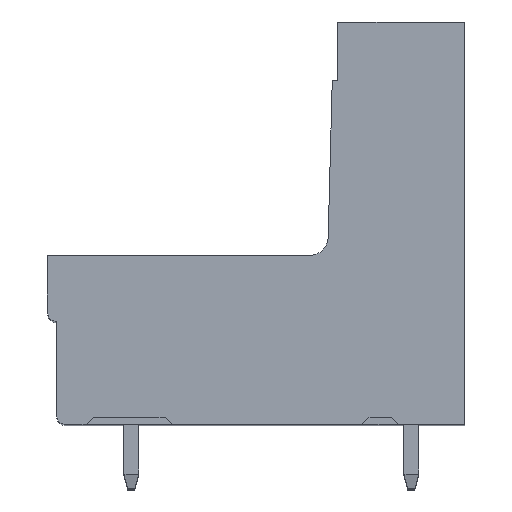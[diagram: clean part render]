
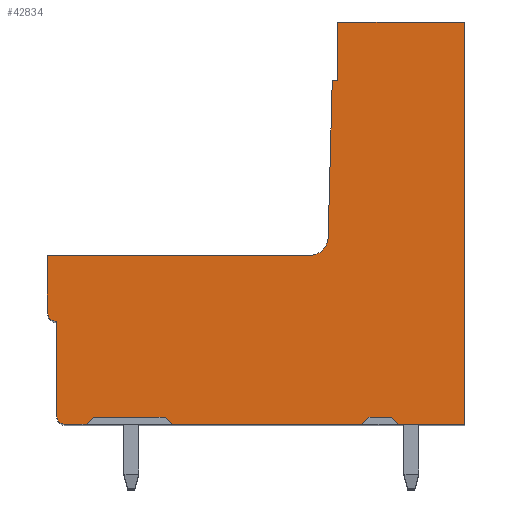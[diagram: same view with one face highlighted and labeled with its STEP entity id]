
A CAD part, top view. The second image highlights one B-rep face of the part: STEP entity #42834.
In plain terms, the highlighted planar face has unit normal (0, 0, 1).
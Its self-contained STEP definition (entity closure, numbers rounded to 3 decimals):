
#4276=DIRECTION('',(-1.,0.,0.));
#4277=VECTOR('',#4276,0.3);
#4278=CARTESIAN_POINT('',(-6.894,18.7,-85.533));
#4279=LINE('',#4278,#4277);
#4284=DIRECTION('',(0.,-1.,0.));
#4285=VECTOR('',#4284,3.2);
#4286=CARTESIAN_POINT('',(-6.894,21.9,-85.533));
#4287=LINE('',#4286,#4285);
#8911=DIRECTION('',(0.,1.,0.));
#8912=VECTOR('',#8911,21.9);
#8913=CARTESIAN_POINT('',(0.006,0.,
-85.533));
#8914=LINE('',#8913,#8912);
#15157=DIRECTION('',(0.,-1.,0.));
#15158=VECTOR('',#15157,5.1);
#15159=CARTESIAN_POINT('',(-22.194,5.6,-85.533));
#15160=LINE('',#15159,#15158);
#15177=DIRECTION('',(-1.,0.,0.));
#15178=VECTOR('',#15177,10.3);
#15179=CARTESIAN_POINT('',(-5.594,0.,
-85.533));
#15180=LINE('',#15179,#15178);
#15181=DIRECTION('',(-0.707,0.707,0.));
#15182=VECTOR('',#15181,0.566);
#15183=CARTESIAN_POINT('',(-15.894,0.,
-85.533));
#15184=LINE('',#15183,#15182);
#15185=DIRECTION('',(-1.,0.,0.));
#15186=VECTOR('',#15185,3.9);
#15187=CARTESIAN_POINT('',(-16.294,0.4,
-85.533));
#15188=LINE('',#15187,#15186);
#15189=DIRECTION('',(-1.,0.,0.));
#15190=VECTOR('',#15189,1.1);
#15191=CARTESIAN_POINT('',(-20.594,0.,
-85.533));
#15192=LINE('',#15191,#15190);
#15193=CARTESIAN_POINT('',(-21.694,0.5,-85.533));
#15194=DIRECTION('',(0.,0.,-1.));
#15195=DIRECTION('',(0.,-1.,0.));
#15196=AXIS2_PLACEMENT_3D('',#15193,#15194,#15195);
#15198=CARTESIAN_POINT('',(-22.194,6.1,-85.533));
#15199=DIRECTION('',(0.,0.,-1.));
#15200=DIRECTION('',(0.,-1.,0.));
#15201=AXIS2_PLACEMENT_3D('',#15198,#15199,#15200);
#15203=DIRECTION('',(0.,1.,0.));
#15204=VECTOR('',#15203,3.1);
#15205=CARTESIAN_POINT('',(-22.694,6.1,
-85.533));
#15206=LINE('',#15205,#15204);
#15207=DIRECTION('',(1.,0.,0.));
#15208=VECTOR('',#15207,14.277);
#15209=CARTESIAN_POINT('',(-22.694,9.2,-85.533));
#15210=LINE('',#15209,#15208);
#15211=CARTESIAN_POINT('',(-8.417,10.2,-85.533));
#15212=DIRECTION('',(0.,0.,1.));
#15213=DIRECTION('',(0.,-1.,0.));
#15214=AXIS2_PLACEMENT_3D('',#15211,#15212,#15213);
#15216=DIRECTION('',(0.026,1.,0.));
#15217=VECTOR('',#15216,8.529);
#15218=CARTESIAN_POINT('',(-7.417,10.174,
-85.533));
#15219=LINE('',#15218,#15217);
#15220=DIRECTION('',(1.,0.,0.));
#15221=VECTOR('',#15220,6.9);
#15222=CARTESIAN_POINT('',(-6.894,21.9,-85.533));
#15223=LINE('',#15222,#15221);
#15224=DIRECTION('',(-1.,0.,0.));
#15225=VECTOR('',#15224,3.6);
#15226=CARTESIAN_POINT('',(0.006,0.,
-85.533));
#15227=LINE('',#15226,#15225);
#15228=DIRECTION('',(-0.707,0.707,0.));
#15229=VECTOR('',#15228,0.566);
#15230=CARTESIAN_POINT('',(-3.594,0.,
-85.533));
#15231=LINE('',#15230,#15229);
#15232=DIRECTION('',(-0.707,-0.707,0.));
#15233=VECTOR('',#15232,0.566);
#15234=CARTESIAN_POINT('',(-5.194,0.4,
-85.533));
#15235=LINE('',#15234,#15233);
#15252=DIRECTION('',(-0.707,-0.707,0.));
#15253=VECTOR('',#15252,0.566);
#15254=CARTESIAN_POINT('',(-20.194,0.4,
-85.533));
#15255=LINE('',#15254,#15253);
#15288=DIRECTION('',(1.,0.,0.));
#15289=VECTOR('',#15288,1.2);
#15290=CARTESIAN_POINT('',(-5.194,0.4,
-85.533));
#15291=LINE('',#15290,#15289);
#16074=CARTESIAN_POINT('',(-5.594,0.,
-85.533));
#16076=VERTEX_POINT('',#16074);
#16080=CARTESIAN_POINT('',(-3.594,0.,
-85.533));
#16081=VERTEX_POINT('',#16080);
#16197=CARTESIAN_POINT('',(-16.294,0.4,
-85.533));
#16198=VERTEX_POINT('',#16197);
#16199=CARTESIAN_POINT('',(-7.417,10.174,
-85.533));
#16200=CARTESIAN_POINT('',(-7.194,18.7,-85.533));
#16201=VERTEX_POINT('',#16199);
#16202=VERTEX_POINT('',#16200);
#16203=CARTESIAN_POINT('',(-6.894,18.7,-85.533));
#16204=VERTEX_POINT('',#16203);
#16205=CARTESIAN_POINT('',(-6.894,21.9,-85.533));
#16206=VERTEX_POINT('',#16205);
#16207=CARTESIAN_POINT('',(-3.994,0.4,
-85.533));
#16208=VERTEX_POINT('',#16207);
#16209=CARTESIAN_POINT('',(-5.194,0.4,
-85.533));
#16210=VERTEX_POINT('',#16209);
#16215=CARTESIAN_POINT('',(-21.694,0.,-85.533));
#16216=CARTESIAN_POINT('',(-22.194,0.5,
-85.533));
#16217=VERTEX_POINT('',#16215);
#16218=VERTEX_POINT('',#16216);
#16219=CARTESIAN_POINT('',(-22.194,5.6,-85.533));
#16220=VERTEX_POINT('',#16219);
#16221=CARTESIAN_POINT('',(-22.694,6.1,
-85.533));
#16222=VERTEX_POINT('',#16221);
#16223=CARTESIAN_POINT('',(-22.694,9.2,-85.533));
#16224=VERTEX_POINT('',#16223);
#16473=CARTESIAN_POINT('',(0.006,0.,
-85.533));
#16474=CARTESIAN_POINT('',(0.006,21.9,-85.533));
#16475=VERTEX_POINT('',#16473);
#16476=VERTEX_POINT('',#16474);
#16477=CARTESIAN_POINT('',(-20.194,0.4,
-85.533));
#16478=CARTESIAN_POINT('',(-20.594,0.,
-85.533));
#16479=VERTEX_POINT('',#16477);
#16480=VERTEX_POINT('',#16478);
#16481=CARTESIAN_POINT('',(-15.894,0.,
-85.533));
#16482=VERTEX_POINT('',#16481);
#16483=CARTESIAN_POINT('',(-8.417,9.2,-85.533));
#16484=VERTEX_POINT('',#16483);
#42801=CARTESIAN_POINT('',(-21.694,0.5,
-85.533));
#42802=DIRECTION('',(0.,0.,-1.));
#42803=DIRECTION('',(-1.,0.,0.));
#42804=AXIS2_PLACEMENT_3D('',#42801,#42802,#42803);
#42805=PLANE('',#42804);
#42806=ORIENTED_EDGE('',*,*,#39762,.T.);
#42808=ORIENTED_EDGE('',*,*,#42807,.T.);
#42810=ORIENTED_EDGE('',*,*,#42809,.T.);
#42812=ORIENTED_EDGE('',*,*,#42811,.T.);
#42813=ORIENTED_EDGE('',*,*,#39754,.T.);
#42814=ORIENTED_EDGE('',*,*,#42749,.T.);
#42815=ORIENTED_EDGE('',*,*,#42764,.F.);
#42816=ORIENTED_EDGE('',*,*,#42779,.T.);
#42817=ORIENTED_EDGE('',*,*,#42793,.T.);
#42818=ORIENTED_EDGE('',*,*,#20391,.T.);
#42819=ORIENTED_EDGE('',*,*,#26796,.T.);
#42820=ORIENTED_EDGE('',*,*,#26811,.T.);
#42821=ORIENTED_EDGE('',*,*,#26826,.F.);
#42822=ORIENTED_EDGE('',*,*,#26841,.F.);
#42823=ORIENTED_EDGE('',*,*,#26856,.T.);
#42824=ORIENTED_EDGE('',*,*,#33289,.F.);
#42825=ORIENTED_EDGE('',*,*,#39770,.T.);
#42827=ORIENTED_EDGE('',*,*,#42826,.T.);
#42829=ORIENTED_EDGE('',*,*,#42828,.F.);
#42831=ORIENTED_EDGE('',*,*,#42830,.T.);
#42832=EDGE_LOOP('',(#42806,#42808,#42810,#42812,#42813,#42814,#42815,#42816,
#42817,#42818,#42819,#42820,#42821,#42822,#42823,#42824,#42825,#42827,#42829,
#42831));
#42833=FACE_OUTER_BOUND('',#42832,.F.);
#42834=ADVANCED_FACE('',(#42833),#42805,.F.);
#15197=CIRCLE('',#15196,0.5);
#15202=CIRCLE('',#15201,0.5);
#15215=CIRCLE('',#15214,1.);
#20391=EDGE_CURVE('',#16224,#16484,#15210,.T.);
#26796=EDGE_CURVE('',#16484,#16201,#15215,.T.);
#26811=EDGE_CURVE('',#16201,#16202,#15219,.T.);
#26826=EDGE_CURVE('',#16204,#16202,#4279,.T.);
#26841=EDGE_CURVE('',#16206,#16204,#4287,.T.);
#26856=EDGE_CURVE('',#16206,#16476,#15223,.T.);
#33289=EDGE_CURVE('',#16475,#16476,#8914,.T.);
#39754=EDGE_CURVE('',#16480,#16217,#15192,.T.);
#39762=EDGE_CURVE('',#16076,#16482,#15180,.T.);
#39770=EDGE_CURVE('',#16475,#16081,#15227,.T.);
#42749=EDGE_CURVE('',#16217,#16218,#15197,.T.);
#42764=EDGE_CURVE('',#16220,#16218,#15160,.T.);
#42779=EDGE_CURVE('',#16220,#16222,#15202,.T.);
#42793=EDGE_CURVE('',#16222,#16224,#15206,.T.);
#42807=EDGE_CURVE('',#16482,#16198,#15184,.T.);
#42809=EDGE_CURVE('',#16198,#16479,#15188,.T.);
#42811=EDGE_CURVE('',#16479,#16480,#15255,.T.);
#42826=EDGE_CURVE('',#16081,#16208,#15231,.T.);
#42828=EDGE_CURVE('',#16210,#16208,#15291,.T.);
#42830=EDGE_CURVE('',#16210,#16076,#15235,.T.);
